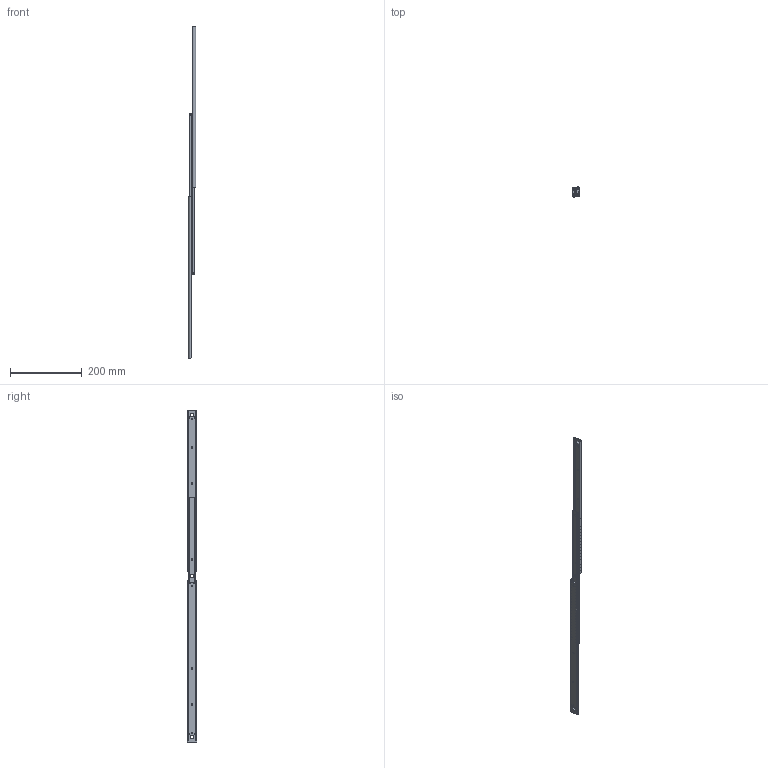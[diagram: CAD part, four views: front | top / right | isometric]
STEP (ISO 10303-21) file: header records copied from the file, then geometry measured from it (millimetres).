
FILE_DESCRIPTION(/* description */ ('Edelstahl- Überauszug Serie 040 450x476'),/* implementation_level */ '2;1');
FILE_NAME(/* name */ '07000057004.stp',/* time_stamp */ '2020-06-18T12:38:35+02:00',/* author */ ('Dennis Bruder'),/* organization */ (''),/* preprocessor_version */ 'ST-DEVELOPER v18',/* originating_system */ 'Autodesk Inventor 2020',/* authorisation */ '');
FILE_SCHEMA (('AUTOMOTIVE_DESIGN { 1 0 10303 214 3 1 1 }'));
Products named in the file (1): 07000057004
Bounding box: 20 x 27.2 x 926.5 mm (x, y, z)
Volume: 82838.1 mm3; surface area: 151689.8 mm2
Topology: 84 solids, 84 shells, 4770 faces, 14690 edges, 9784 vertices
Faces by surface type: plane 1726, cylinder 1550, cone 624, bspline 476, torus 312, sphere 82
Full cylindrical faces by diameter (mm): 4.1 x8, 5.1 x2, 10 x2
Entity records: 187870 total; most frequent: CARTESIAN_POINT 53723, ORIENTED_EDGE 29060, DIRECTION 26056, EDGE_CURVE 14530, AXIS2_PLACEMENT_3D 9821, VERTEX_POINT 9784, LINE 6414, VECTOR 6414
